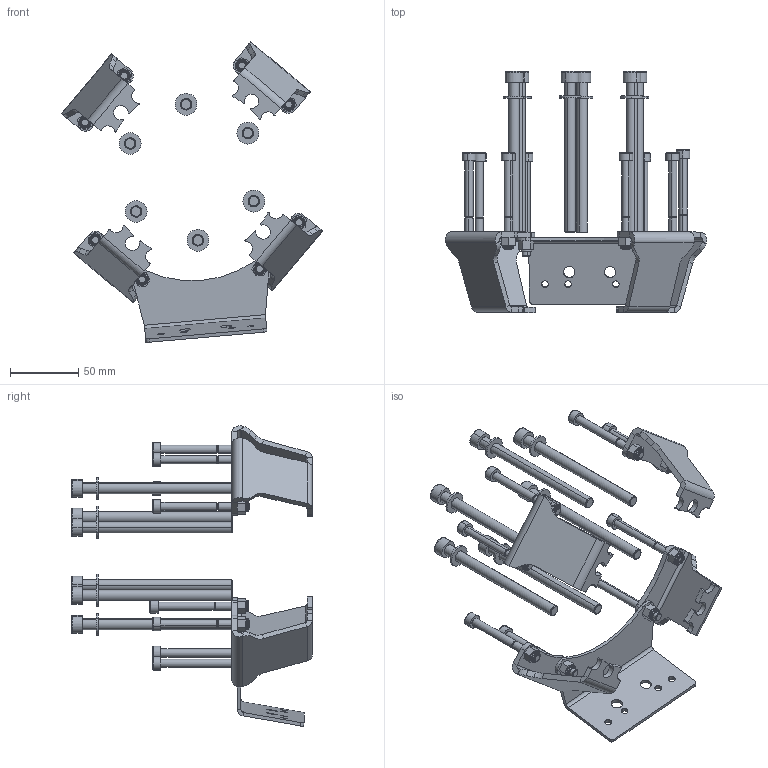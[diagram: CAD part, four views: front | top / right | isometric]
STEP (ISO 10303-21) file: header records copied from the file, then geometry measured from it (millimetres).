
FILE_DESCRIPTION (( 'STEP AP214' ), '1' );
FILE_NAME ('P0484.STEP', '2025-04-15T06:05:16', ( '' ), ( '' ), 'SwSTEP 2.0', 'SolidWorks 2024', '' );
FILE_SCHEMA (( 'AUTOMOTIVE_DESIGN' ));
Length unit declared in the file: millimetre
Products named in the file (1): P0484
Bounding box: 191.35 x 176.5 x 220.17 mm (x, y, z)
Volume: 144178 mm3; surface area: 94179.5 mm2
Topology: 33 solids, 33 shells, 740 faces, 1678 edges, 1048 vertices
Faces by surface type: plane 323, cylinder 289, cone 68, torus 60
Entity records: 21171 total; most frequent: DIRECTION 3914, CARTESIAN_POINT 3467, ORIENTED_EDGE 3356, EDGE_CURVE 1678, AXIS2_PLACEMENT_3D 1495, VERTEX_POINT 1048, LINE 924, VECTOR 924
